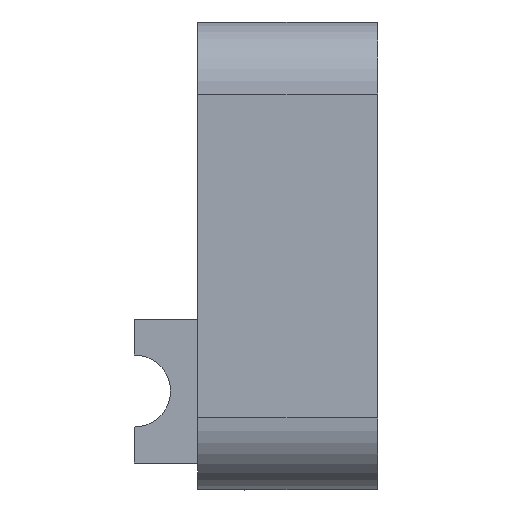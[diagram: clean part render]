
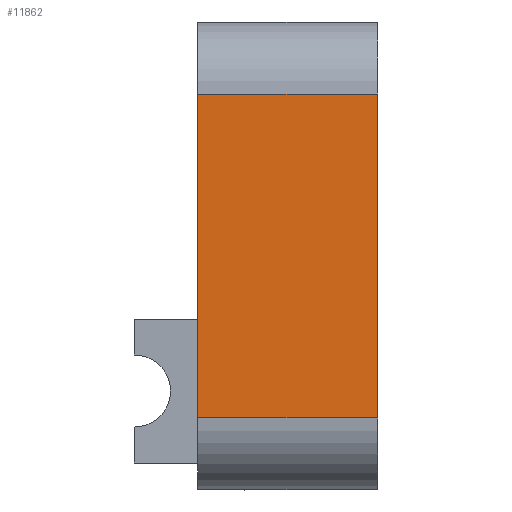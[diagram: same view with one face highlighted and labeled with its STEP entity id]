
A CAD part, left-side view. The second image highlights one B-rep face of the part: STEP entity #11862.
In plain terms, the highlighted planar face has unit normal (-1, 0, 0).
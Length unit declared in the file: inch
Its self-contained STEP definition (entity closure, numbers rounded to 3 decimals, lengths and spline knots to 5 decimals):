
#167=DIRECTION('',(0.,0.,1.));
#168=VECTOR('',#167,114.3);
#169=CARTESIAN_POINT('',(-254.,0.,-57.15));
#170=LINE('',#169,#168);
#903=DIRECTION('',(0.,0.,1.));
#904=VECTOR('',#903,114.3);
#905=CARTESIAN_POINT('',(-254.,63.5,-57.15));
#906=LINE('',#905,#904);
#3773=DIRECTION('',(0.,-1.,0.));
#3774=VECTOR('',#3773,63.5);
#3775=CARTESIAN_POINT('',(-254.,63.5,-57.15));
#3776=LINE('',#3775,#3774);
#3777=DIRECTION('',(0.,-1.,0.));
#3778=VECTOR('',#3777,63.5);
#3779=CARTESIAN_POINT('',(-254.,63.5,57.15));
#3780=LINE('',#3779,#3778);
#5061=CARTESIAN_POINT('',(-254.,0.,-57.15));
#5063=VERTEX_POINT('',#5061);
#5067=CARTESIAN_POINT('',(-254.,63.5,-57.15));
#5068=VERTEX_POINT('',#5067);
#5070=CARTESIAN_POINT('',(-254.,0.,57.15));
#5072=VERTEX_POINT('',#5070);
#5073=CARTESIAN_POINT('',(-254.,63.5,57.15));
#5074=VERTEX_POINT('',#5073);
#11850=CARTESIAN_POINT('',(-254.,0.,-82.55));
#11851=DIRECTION('',(-1.,0.,0.));
#11852=DIRECTION('',(0.,0.,1.));
#11853=AXIS2_PLACEMENT_3D('',#11850,#11851,#11852);
#11854=PLANE('',#11853);
#11855=ORIENTED_EDGE('',*,*,#11845,.F.);
#11856=ORIENTED_EDGE('',*,*,#5706,.T.);
#11858=ORIENTED_EDGE('',*,*,#11857,.T.);
#11859=ORIENTED_EDGE('',*,*,#5182,.F.);
#11860=EDGE_LOOP('',(#11855,#11856,#11858,#11859));
#11861=FACE_OUTER_BOUND('',#11860,.F.);
#5182=EDGE_CURVE('',#5063,#5072,#170,.T.);
#5706=EDGE_CURVE('',#5068,#5074,#906,.T.);
#11845=EDGE_CURVE('',#5068,#5063,#3776,.T.);
#11857=EDGE_CURVE('',#5074,#5072,#3780,.T.);
#11862=ADVANCED_FACE('',(#11861),#11854,.T.);
